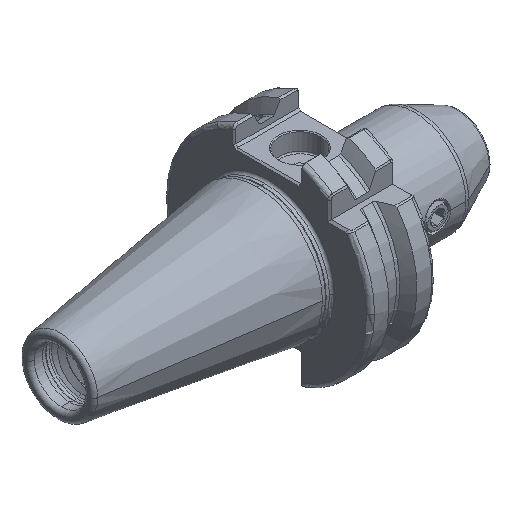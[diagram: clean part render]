
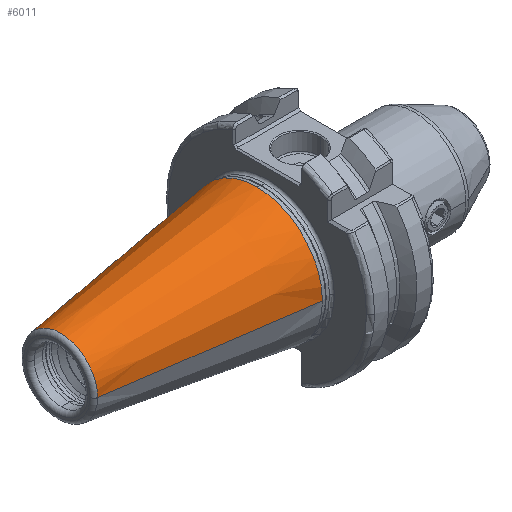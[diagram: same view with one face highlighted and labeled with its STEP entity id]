
A CAD part, isometric view. The second image highlights one B-rep face of the part: STEP entity #6011.
In plain terms, the highlighted conical face has half-angle 8.297 degrees and reference radius 16.342 mm.
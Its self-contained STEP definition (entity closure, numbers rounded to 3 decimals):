
#450 = CARTESIAN_POINT ( 'NONE',  ( 0., 0., 0. ) ) ;
#451 = DIRECTION ( 'NONE',  ( 1., 0., 0. ) ) ;
#452 = DIRECTION ( 'NONE',  ( 0., 1., 0. ) ) ;
#3955 = CARTESIAN_POINT ( 'NONE',  ( -2.6, 15.962, 0. ) ) ;
#3956 = CARTESIAN_POINT ( 'NONE',  ( -2.6, 0., 15.962 ) ) ;
#3957 = CARTESIAN_POINT ( 'NONE',  ( -50.144, 9.029, 0. ) ) ;
#3981 = CARTESIAN_POINT ( 'NONE',  ( -2.6, -15.962, 0. ) ) ;
#3982 = CARTESIAN_POINT ( 'NONE',  ( -50.144, -9.029, 0. ) ) ;
#6011 = ADVANCED_FACE ( 'NONE', ( #12440 ), #6152, .T. ) ;
#6152 = CONICAL_SURFACE ( 'NONE', #12445, 16.342, 0.145 ) ;
#12440 = FACE_OUTER_BOUND ( 'NONE', #17505, .T. ) ;
#12445 = AXIS2_PLACEMENT_3D ( 'NONE', #450, #451, #452 ) ;
#13196 = ORIENTED_EDGE ( 'NONE', *, *, #19473, .F. ) ;
#13197 = ORIENTED_EDGE ( 'NONE', *, *, #19469, .T. ) ;
#13198 = ORIENTED_EDGE ( 'NONE', *, *, #19467, .T. ) ;
#13199 = ORIENTED_EDGE ( 'NONE', *, *, #19474, .T. ) ;
#13200 = ORIENTED_EDGE ( 'NONE', *, *, #19477, .T. ) ;
#15347 = VECTOR ( 'NONE', #16821, 1000. ) ;
#15349 = AXIS2_PLACEMENT_3D ( 'NONE', #16824, #16825, #16826 ) ;
#15357 = AXIS2_PLACEMENT_3D ( 'NONE', #16847, #16851, #16852 ) ;
#15359 = AXIS2_PLACEMENT_3D ( 'NONE', #16841, #16842, #16843 ) ;
#15361 = VECTOR ( 'NONE', #16840, 1000. ) ;
#16329 = CIRCLE ( 'NONE', #15349, 15.962 ) ;
#16330 = CIRCLE ( 'NONE', #15359, 15.962 ) ;
#16332 = CIRCLE ( 'NONE', #15357, 9.029 ) ;
#16819 = LINE ( 'NONE', #16820, #15347 ) ;
#16820 = CARTESIAN_POINT ( 'NONE',  ( 0., -16.342, 0. ) ) ;
#16821 = DIRECTION ( 'NONE',  ( 0.99, -0.144, 0. ) ) ;
#16824 = CARTESIAN_POINT ( 'NONE',  ( -2.6, 0., 0. ) ) ;
#16825 = DIRECTION ( 'NONE',  ( -1., 0., 0. ) ) ;
#16826 = DIRECTION ( 'NONE',  ( 0., 0., 1. ) ) ;
#16838 = LINE ( 'NONE', #16839, #15361 ) ;
#16839 = CARTESIAN_POINT ( 'NONE',  ( 0., 16.342, 0. ) ) ;
#16840 = DIRECTION ( 'NONE',  ( 0.99, 0.144, 0. ) ) ;
#16841 = CARTESIAN_POINT ( 'NONE',  ( -2.6, 0., 0. ) ) ;
#16842 = DIRECTION ( 'NONE',  ( -1., 0., 0. ) ) ;
#16843 = DIRECTION ( 'NONE',  ( 0., 0., 1. ) ) ;
#16847 = CARTESIAN_POINT ( 'NONE',  ( -50.144, 0., 0. ) ) ;
#16851 = DIRECTION ( 'NONE',  ( 1., 0., 0. ) ) ;
#16852 = DIRECTION ( 'NONE',  ( 0., -1., 0. ) ) ;
#17505 = EDGE_LOOP ( 'NONE', ( #13200, #13198, #13199, #13197, #13196 ) ) ;
#18386 = VERTEX_POINT ( 'NONE', #3955 ) ;
#18388 = VERTEX_POINT ( 'NONE', #3956 ) ;
#18390 = VERTEX_POINT ( 'NONE', #3957 ) ;
#18438 = VERTEX_POINT ( 'NONE', #3981 ) ;
#18440 = VERTEX_POINT ( 'NONE', #3982 ) ;
#19467 = EDGE_CURVE ( 'NONE', #18440, #18438, #16819, .T. ) ;
#19469 = EDGE_CURVE ( 'NONE', #18388, #18386, #16329, .T. ) ;
#19473 = EDGE_CURVE ( 'NONE', #18390, #18386, #16838, .T. ) ;
#19474 = EDGE_CURVE ( 'NONE', #18438, #18388, #16330, .T. ) ;
#19477 = EDGE_CURVE ( 'NONE', #18390, #18440, #16332, .T. ) ;
